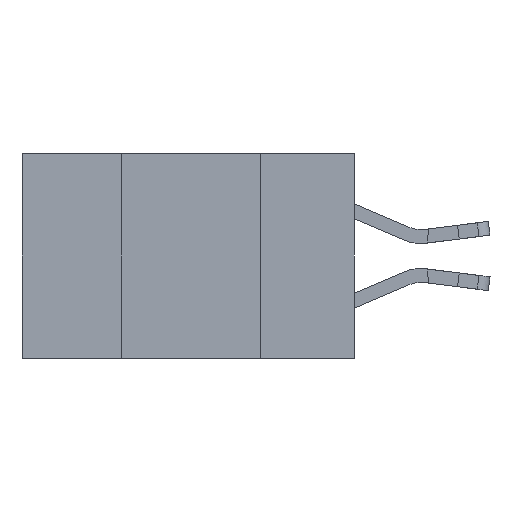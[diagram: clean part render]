
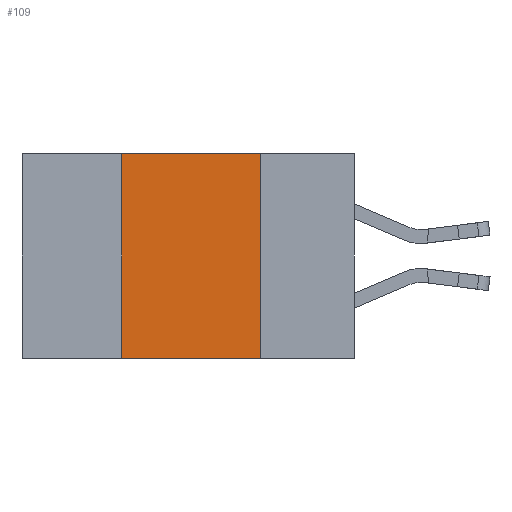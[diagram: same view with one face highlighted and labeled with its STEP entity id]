
A CAD part, left-side view. The second image highlights one B-rep face of the part: STEP entity #109.
In plain terms, the highlighted planar face has unit normal (-1, 0, 0).
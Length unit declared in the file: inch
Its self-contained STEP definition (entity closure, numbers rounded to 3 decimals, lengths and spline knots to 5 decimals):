
#109 = ADVANCED_FACE ( 'NONE', ( #3861 ), #9471, .F. ) ;
#981 = VECTOR ( 'NONE', #3862, 39.37008 ) ;
#1965 = LINE ( 'NONE', #8412, #6932 ) ;
#1974 = EDGE_CURVE ( 'NONE', #10112, #6764, #4088, .T. ) ;
#2045 = CARTESIAN_POINT ( 'NONE',  ( 0., 0.42, 0. ) ) ;
#2064 = EDGE_CURVE ( 'NONE', #10519, #10112, #2483, .T. ) ;
#2117 = EDGE_CURVE ( 'NONE', #2127, #10519, #6221, .T. ) ;
#2127 = VERTEX_POINT ( 'NONE', #4851 ) ;
#2201 = EDGE_CURVE ( 'NONE', #2127, #6764, #1965, .T. ) ;
#2483 = LINE ( 'NONE', #4847, #9942 ) ;
#3356 = CARTESIAN_POINT ( 'NONE',  ( 0., 0.17, -0.37 ) ) ;
#3861 = FACE_OUTER_BOUND ( 'NONE', #10037, .T. ) ;
#3862 = DIRECTION ( 'NONE',  ( 0., 0., -1. ) ) ;
#4026 = CARTESIAN_POINT ( 'NONE',  ( 0., 0.17, -0.37 ) ) ;
#4088 = LINE ( 'NONE', #4026, #981 ) ;
#4847 = CARTESIAN_POINT ( 'NONE',  ( 0., 0.6, 0. ) ) ;
#4851 = CARTESIAN_POINT ( 'NONE',  ( 0., 0.42, -0.37 ) ) ;
#5015 = AXIS2_PLACEMENT_3D ( 'NONE', #9428, #8616, #8737 ) ;
#5718 = ORIENTED_EDGE ( 'NONE', *, *, #2201, .T. ) ;
#5824 = CARTESIAN_POINT ( 'NONE',  ( 0., 0.17, 0. ) ) ;
#6221 = LINE ( 'NONE', #7441, #9020 ) ;
#6497 = DIRECTION ( 'NONE',  ( 0., 0., 1. ) ) ;
#6737 = ORIENTED_EDGE ( 'NONE', *, *, #1974, .F. ) ;
#6764 = VERTEX_POINT ( 'NONE', #3356 ) ;
#6932 = VECTOR ( 'NONE', #12123, 39.37008 ) ;
#7441 = CARTESIAN_POINT ( 'NONE',  ( 0., 0.42, -0.37 ) ) ;
#8412 = CARTESIAN_POINT ( 'NONE',  ( 0., 0.6, -0.37 ) ) ;
#8616 = DIRECTION ( 'NONE',  ( 1., 0., 0. ) ) ;
#8658 = ORIENTED_EDGE ( 'NONE', *, *, #2064, .F. ) ;
#8737 = DIRECTION ( 'NONE',  ( 0., 0., -1. ) ) ;
#9020 = VECTOR ( 'NONE', #6497, 39.37008 ) ;
#9428 = CARTESIAN_POINT ( 'NONE',  ( 0., 0.6, 0. ) ) ;
#9471 = PLANE ( 'NONE',  #5015 ) ;
#9942 = VECTOR ( 'NONE', #11609, 39.37008 ) ;
#10037 = EDGE_LOOP ( 'NONE', ( #6737, #8658, #11214, #5718 ) ) ;
#10112 = VERTEX_POINT ( 'NONE', #5824 ) ;
#10519 = VERTEX_POINT ( 'NONE', #2045 ) ;
#11214 = ORIENTED_EDGE ( 'NONE', *, *, #2117, .F. ) ;
#11609 = DIRECTION ( 'NONE',  ( 0., -1., 0. ) ) ;
#12123 = DIRECTION ( 'NONE',  ( 0., -1., 0. ) ) ;
